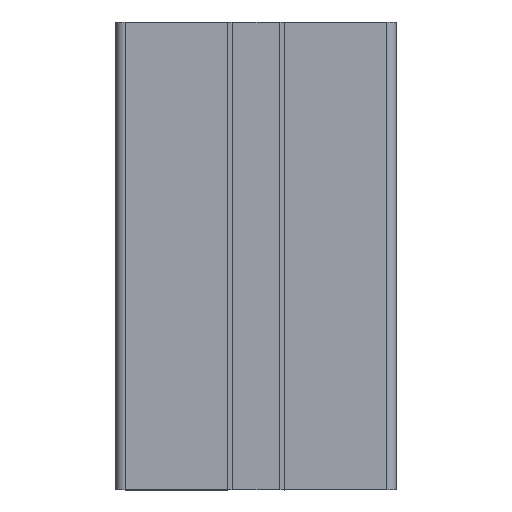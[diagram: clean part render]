
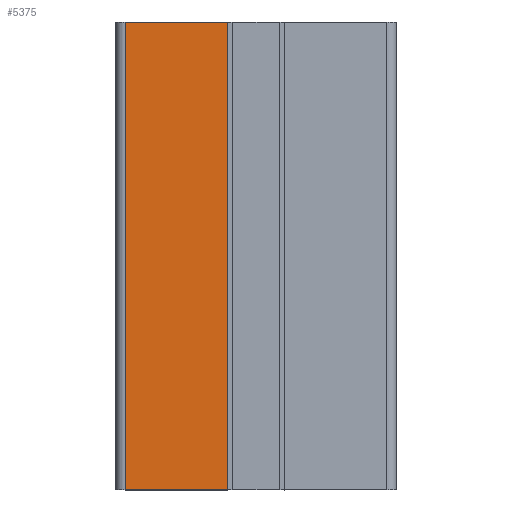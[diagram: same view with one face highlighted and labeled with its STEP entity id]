
A CAD part, top view. The second image highlights one B-rep face of the part: STEP entity #5375.
In plain terms, the highlighted planar face has unit normal (0, 0, 1).
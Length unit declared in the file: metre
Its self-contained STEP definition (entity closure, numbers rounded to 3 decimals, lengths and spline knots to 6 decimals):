
#180=PLANE('',#5806);
#429=FACE_OUTER_BOUND('',#695,.T.);
#695=EDGE_LOOP('',(#4369,#4370,#4371,#4372));
#1281=LINE('',#8733,#1897);
#1282=LINE('',#8736,#1898);
#1283=LINE('',#8738,#1899);
#1284=LINE('',#8739,#1900);
#1897=VECTOR('',#7142,0.1);
#1898=VECTOR('',#7145,0.0219);
#1899=VECTOR('',#7146,0.0219);
#1900=VECTOR('',#7147,0.1);
#2613=VERTEX_POINT('',#8729);
#2614=VERTEX_POINT('',#8731);
#2615=VERTEX_POINT('',#8735);
#2616=VERTEX_POINT('',#8737);
#3359=EDGE_CURVE('',#2614,#2613,#1281,.T.);
#3360=EDGE_CURVE('',#2615,#2613,#1282,.T.);
#3361=EDGE_CURVE('',#2616,#2614,#1283,.T.);
#3362=EDGE_CURVE('',#2616,#2615,#1284,.T.);
#4369=ORIENTED_EDGE('',*,*,#3360,.T.);
#4370=ORIENTED_EDGE('',*,*,#3359,.F.);
#4371=ORIENTED_EDGE('',*,*,#3361,.F.);
#4372=ORIENTED_EDGE('',*,*,#3362,.T.);
#5375=ADVANCED_FACE('',(#429),#180,.F.);
#5806=AXIS2_PLACEMENT_3D('',#8734,#7143,#7144);
#7142=DIRECTION('',(0.,1.,0.));
#7143=DIRECTION('center_axis',(0.,0.,-1.));
#7144=DIRECTION('ref_axis',(-1.,0.,0.));
#7145=DIRECTION('',(-1.,0.,0.));
#7146=DIRECTION('',(-1.,0.,0.));
#7147=DIRECTION('',(0.,1.,0.));
#8729=CARTESIAN_POINT('',(0.003414,0.164909,0.100586));
#8731=CARTESIAN_POINT('',(0.003414,0.064909,0.100586));
#8733=CARTESIAN_POINT('',(0.003414,0.064909,0.100586));
#8734=CARTESIAN_POINT('Origin',(0.003414,-0.835091,
0.100586));
#8735=CARTESIAN_POINT('',(0.025314,0.164909,0.100586));
#8736=CARTESIAN_POINT('',(0.025314,0.164909,0.100586));
#8737=CARTESIAN_POINT('',(0.025314,0.064909,0.100586));
#8738=CARTESIAN_POINT('',(0.025314,0.064909,0.100586));
#8739=CARTESIAN_POINT('',(0.025314,0.064909,0.100586));
